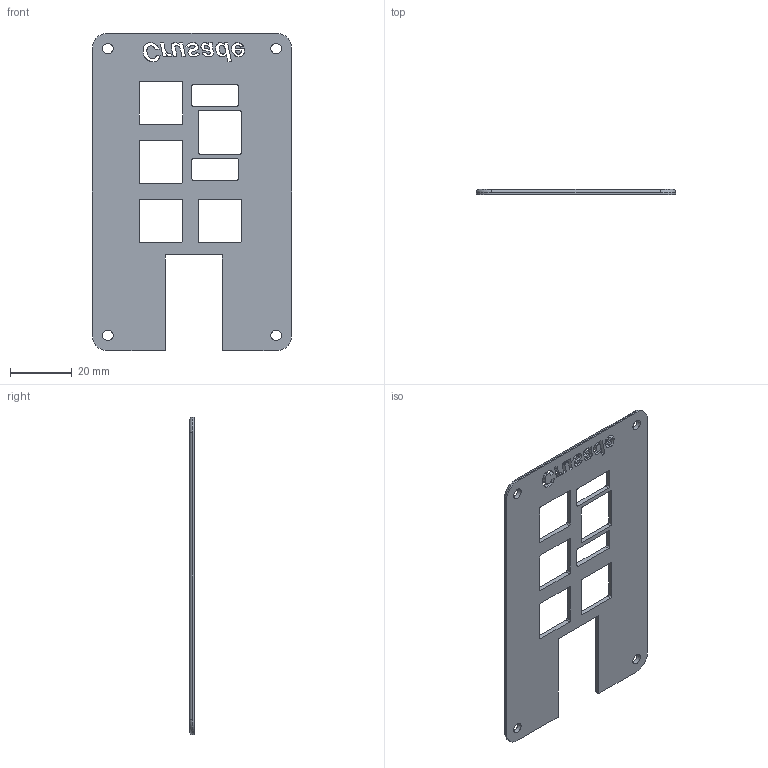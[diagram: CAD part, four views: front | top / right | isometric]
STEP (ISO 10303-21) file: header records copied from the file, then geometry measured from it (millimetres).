
FILE_DESCRIPTION(/* description */ (''),/* implementation_level */ '2;1');
FILE_NAME(/* name */ 'Macropad_Top.step',/* time_stamp */ '2025-12-27T22:24:38+07:00',/* author */ (''),/* organization */ (''),/* preprocessor_version */ 'ST-DEVELOPER v20.1',/* originating_system */ 'Autodesk Translation Framework v14.21.0.0',/* authorisation */ '');
FILE_SCHEMA (('AUTOMOTIVE_DESIGN { 1 0 10303 214 3 1 1 }'));
Length unit declared in the file: millimetre
Products named in the file (1): 2025-12-27-21-58-17-301
Bounding box: 64.4 x 1.5 x 102.7 mm (x, y, z)
Volume: 7003.9 mm3; surface area: 10735.5 mm2
Topology: 4 solids, 4 shells, 241 faces, 691 edges, 458 vertices
Faces by surface type: bspline 123, plane 73, cylinder 41, torus 4
Full cylindrical faces by diameter (mm): 3.4 x4
Entity records: 9360 total; most frequent: CARTESIAN_POINT 3723, ORIENTED_EDGE 1382, DIRECTION 769, EDGE_CURVE 691, VERTEX_POINT 458, LINE 359, VECTOR 359, EDGE_LOOP 277
